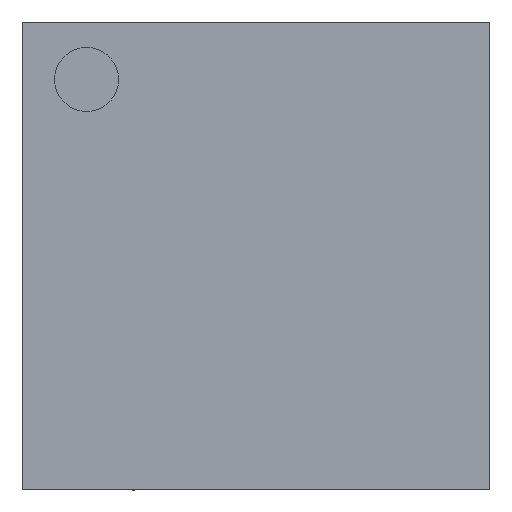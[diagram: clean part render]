
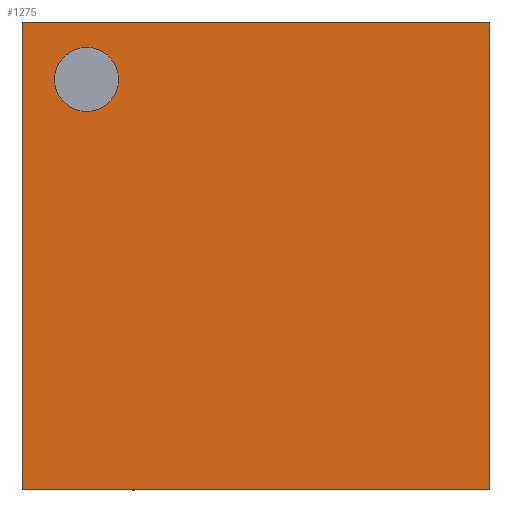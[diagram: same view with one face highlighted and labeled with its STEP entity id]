
A CAD part, top view. The second image highlights one B-rep face of the part: STEP entity #1275.
In plain terms, the highlighted planar face has unit normal (0, 0, 1).
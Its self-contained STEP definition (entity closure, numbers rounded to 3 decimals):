
#9 = CIRCLE ( 'NONE', #3207, 0.479 ) ;
#92 = CARTESIAN_POINT ( 'NONE',  ( 0., 0., 0.76 ) ) ;
#128 = VERTEX_POINT ( 'NONE', #408 ) ;
#145 = VERTEX_POINT ( 'NONE', #1209 ) ;
#322 = FACE_OUTER_BOUND ( 'NONE', #1733, .T. ) ;
#408 = CARTESIAN_POINT ( 'NONE',  ( 3.5, 3.5, 0.76 ) ) ;
#580 = VECTOR ( 'NONE', #1136, 1000. ) ;
#588 = FACE_BOUND ( 'NONE', #3494, .T. ) ;
#677 = ORIENTED_EDGE ( 'NONE', *, *, #2489, .F. ) ;
#892 = CARTESIAN_POINT ( 'NONE',  ( -2.055, 2.64, 0.76 ) ) ;
#976 = AXIS2_PLACEMENT_3D ( 'NONE', #1988, #1975, #3061 ) ;
#1079 = VERTEX_POINT ( 'NONE', #2994 ) ;
#1136 = DIRECTION ( 'NONE',  ( 0., 1., 0. ) ) ;
#1209 = CARTESIAN_POINT ( 'NONE',  ( 3.5, -3.5, 0.76 ) ) ;
#1240 = VERTEX_POINT ( 'NONE', #892 ) ;
#1263 = VECTOR ( 'NONE', #1790, 1000. ) ;
#1275 = ADVANCED_FACE ( 'NONE', ( #588, #322 ), #2227, .F. ) ;
#1554 = LINE ( 'NONE', #2616, #1263 ) ;
#1605 = CIRCLE ( 'NONE', #976, 0.479 ) ;
#1612 = DIRECTION ( 'NONE',  ( 0., -1., 0. ) ) ;
#1667 = LINE ( 'NONE', #2761, #2867 ) ;
#1695 = CARTESIAN_POINT ( 'NONE',  ( 3.5, -3.5, 0.76 ) ) ;
#1733 = EDGE_LOOP ( 'NONE', ( #2832, #2121, #1984, #3228 ) ) ;
#1761 = EDGE_CURVE ( 'NONE', #1240, #2612, #9, .T. ) ;
#1766 = DIRECTION ( 'NONE',  ( 0., 0., -1. ) ) ;
#1790 = DIRECTION ( 'NONE',  ( 1., 0., 0. ) ) ;
#1939 = EDGE_CURVE ( 'NONE', #3164, #1079, #3007, .T. ) ;
#1975 = DIRECTION ( 'NONE',  ( 0., 0., 1. ) ) ;
#1984 = ORIENTED_EDGE ( 'NONE', *, *, #1939, .T. ) ;
#1988 = CARTESIAN_POINT ( 'NONE',  ( -2.534, 2.64, 0.76 ) ) ;
#2090 = ORIENTED_EDGE ( 'NONE', *, *, #1761, .F. ) ;
#2121 = ORIENTED_EDGE ( 'NONE', *, *, #2636, .T. ) ;
#2131 = EDGE_CURVE ( 'NONE', #145, #128, #2821, .T. ) ;
#2169 = AXIS2_PLACEMENT_3D ( 'NONE', #92, #1766, #2854 ) ;
#2227 = PLANE ( 'NONE',  #2169 ) ;
#2441 = CARTESIAN_POINT ( 'NONE',  ( -3.013, 2.64, 0.76 ) ) ;
#2489 = EDGE_CURVE ( 'NONE', #2612, #1240, #1605, .T. ) ;
#2612 = VERTEX_POINT ( 'NONE', #2441 ) ;
#2616 = CARTESIAN_POINT ( 'NONE',  ( -3.5, -3.5, 0.76 ) ) ;
#2636 = EDGE_CURVE ( 'NONE', #128, #3164, #1667, .T. ) ;
#2691 = VECTOR ( 'NONE', #1612, 1000. ) ;
#2702 = CARTESIAN_POINT ( 'NONE',  ( -3.5, -3.5, 0.76 ) ) ;
#2761 = CARTESIAN_POINT ( 'NONE',  ( -3.5, 3.5, 0.76 ) ) ;
#2786 = DIRECTION ( 'NONE',  ( 1., 0., 0. ) ) ;
#2806 = DIRECTION ( 'NONE',  ( -1., 0., 0. ) ) ;
#2821 = LINE ( 'NONE', #1695, #580 ) ;
#2832 = ORIENTED_EDGE ( 'NONE', *, *, #2131, .T. ) ;
#2854 = DIRECTION ( 'NONE',  ( -1., 0., 0. ) ) ;
#2867 = VECTOR ( 'NONE', #2806, 1000. ) ;
#2939 = CARTESIAN_POINT ( 'NONE',  ( -3.5, 3.5, 0.76 ) ) ;
#2994 = CARTESIAN_POINT ( 'NONE',  ( -3.5, -3.5, 0.76 ) ) ;
#3007 = LINE ( 'NONE', #2702, #2691 ) ;
#3061 = DIRECTION ( 'NONE',  ( 1., 0., 0. ) ) ;
#3112 = EDGE_CURVE ( 'NONE', #1079, #145, #1554, .T. ) ;
#3164 = VERTEX_POINT ( 'NONE', #2939 ) ;
#3207 = AXIS2_PLACEMENT_3D ( 'NONE', #3369, #3320, #2786 ) ;
#3228 = ORIENTED_EDGE ( 'NONE', *, *, #3112, .T. ) ;
#3320 = DIRECTION ( 'NONE',  ( 0., 0., 1. ) ) ;
#3369 = CARTESIAN_POINT ( 'NONE',  ( -2.534, 2.64, 0.76 ) ) ;
#3494 = EDGE_LOOP ( 'NONE', ( #2090, #677 ) ) ;
